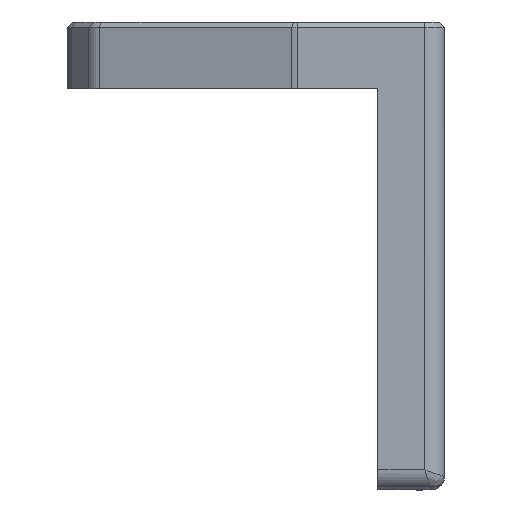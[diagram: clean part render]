
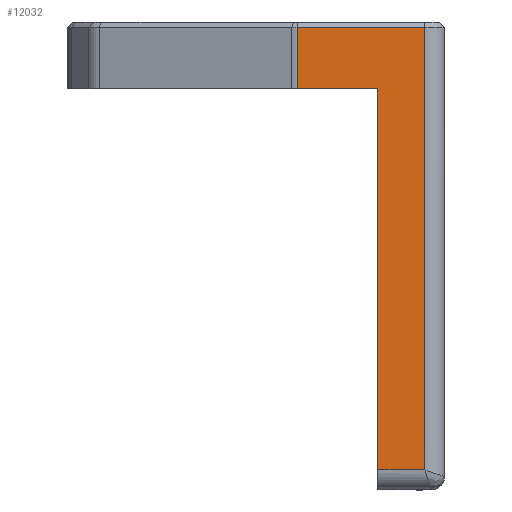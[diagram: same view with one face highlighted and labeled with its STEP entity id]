
A CAD part, front view. The second image highlights one B-rep face of the part: STEP entity #12032.
In plain terms, the highlighted face is planar.
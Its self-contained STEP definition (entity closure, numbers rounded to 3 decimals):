
#635=PLANE('',#12834);
#1273=FACE_OUTER_BOUND('',#1976,.T.);
#1976=EDGE_LOOP('',(#11174,#11175,#11176,#11177,#11178,#11179));
#3654=LINE('',#27511,#4748);
#3731=LINE('',#29470,#4825);
#3742=LINE('',#29503,#4836);
#3744=LINE('',#29568,#4838);
#3745=LINE('',#29570,#4839);
#3746=LINE('',#29571,#4840);
#4748=VECTOR('',#15109,10.);
#4825=VECTOR('',#15348,10.);
#4836=VECTOR('',#15387,10.);
#4838=VECTOR('',#15391,10.);
#4839=VECTOR('',#15392,10.);
#4840=VECTOR('',#15393,10.);
#5891=VERTEX_POINT('',#27508);
#5892=VERTEX_POINT('',#27510);
#5982=VERTEX_POINT('',#29464);
#5983=VERTEX_POINT('',#29468);
#5991=VERTEX_POINT('',#29502);
#5993=VERTEX_POINT('',#29569);
#7581=EDGE_CURVE('',#5891,#5892,#3654,.T.);
#7716=EDGE_CURVE('',#5982,#5983,#3731,.T.);
#7732=EDGE_CURVE('',#5983,#5991,#3742,.T.);
#7735=EDGE_CURVE('',#5892,#5982,#3744,.T.);
#7736=EDGE_CURVE('',#5993,#5891,#3745,.T.);
#7737=EDGE_CURVE('',#5991,#5993,#3746,.T.);
#11174=ORIENTED_EDGE('',*,*,#7716,.F.);
#11175=ORIENTED_EDGE('',*,*,#7735,.F.);
#11176=ORIENTED_EDGE('',*,*,#7581,.F.);
#11177=ORIENTED_EDGE('',*,*,#7736,.F.);
#11178=ORIENTED_EDGE('',*,*,#7737,.F.);
#11179=ORIENTED_EDGE('',*,*,#7732,.F.);
#12032=ADVANCED_FACE('',(#1273),#635,.T.);
#12834=AXIS2_PLACEMENT_3D('',#29567,#15389,#15390);
#15109=DIRECTION('',(0.,1.,0.));
#15348=DIRECTION('',(0.,-1.,0.));
#15387=DIRECTION('',(0.,0.,-1.));
#15389=DIRECTION('center_axis',(-1.,0.,
0.));
#15390=DIRECTION('ref_axis',(0.,-1.,0.));
#15391=DIRECTION('',(0.,0.,1.));
#15392=DIRECTION('',(0.,0.,1.));
#15393=DIRECTION('',(0.,1.,0.));
#27508=CARTESIAN_POINT('',(272.568,379.779,114.496));
#27510=CARTESIAN_POINT('',(272.568,385.784,114.496));
#27511=CARTESIAN_POINT('',(272.568,383.029,114.496));
#29464=CARTESIAN_POINT('',(272.568,385.784,119.096));
#29468=CARTESIAN_POINT('',(272.568,376.279,119.096));
#29470=CARTESIAN_POINT('',(272.568,383.852,119.096));
#29502=CARTESIAN_POINT('',(272.568,376.279,85.996));
#29503=CARTESIAN_POINT('',(272.568,376.279,119.496));
#29567=CARTESIAN_POINT('Origin',(272.568,388.779,119.496));
#29568=CARTESIAN_POINT('',(272.568,385.784,118.246));
#29569=CARTESIAN_POINT('',(272.568,379.779,85.996));
#29570=CARTESIAN_POINT('',(272.568,379.779,121.996));
#29571=CARTESIAN_POINT('',(272.568,387.585,85.996));
